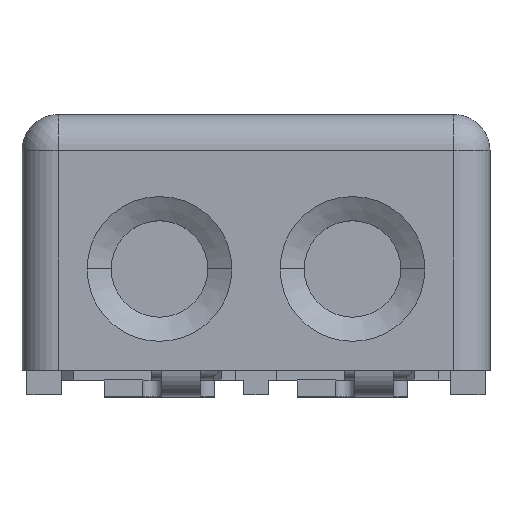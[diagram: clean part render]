
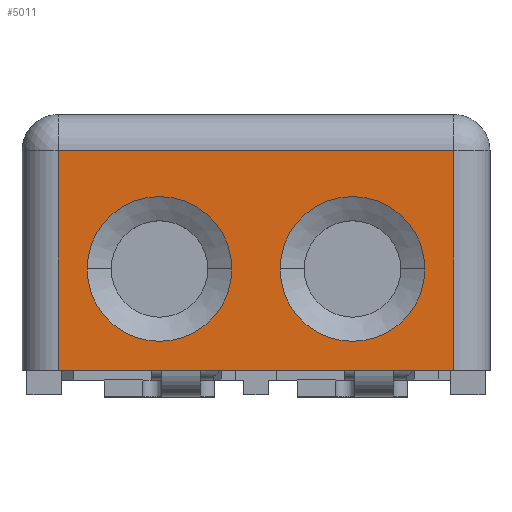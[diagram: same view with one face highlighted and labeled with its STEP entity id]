
A CAD part, top view. The second image highlights one B-rep face of the part: STEP entity #5011.
In plain terms, the highlighted planar face has unit normal (0, 0, 1).
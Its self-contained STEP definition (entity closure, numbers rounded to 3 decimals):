
#2=DIRECTION('',(0.,-1.,0.));
#3=VECTOR('',#2,4.55);
#4=CARTESIAN_POINT('',(-4.1,2.45,0.));
#5=LINE('',#4,#3);
#6=DIRECTION('',(-1.,0.,0.));
#7=VECTOR('',#6,8.2);
#8=CARTESIAN_POINT('',(4.1,2.45,0.));
#9=LINE('',#8,#7);
#10=DIRECTION('',(0.,1.,0.));
#11=VECTOR('',#10,4.55);
#12=CARTESIAN_POINT('',(4.1,-2.1,0.));
#13=LINE('',#12,#11);
#14=DIRECTION('',(1.,0.,0.));
#15=VECTOR('',#14,8.2);
#16=CARTESIAN_POINT('',(-4.1,-2.1,0.));
#17=LINE('',#16,#15);
#18=CARTESIAN_POINT('',(-2.,0.,0.));
#19=DIRECTION('',(0.,0.,-1.));
#20=DIRECTION('',(-1.,0.,0.));
#21=AXIS2_PLACEMENT_3D('',#18,#19,#20);
#23=CARTESIAN_POINT('',(-2.,0.,0.));
#24=DIRECTION('',(0.,0.,-1.));
#25=DIRECTION('',(1.,0.,0.));
#26=AXIS2_PLACEMENT_3D('',#23,#24,#25);
#28=CARTESIAN_POINT('',(2.,0.,0.));
#29=DIRECTION('',(0.,0.,-1.));
#30=DIRECTION('',(-1.,0.,0.));
#31=AXIS2_PLACEMENT_3D('',#28,#29,#30);
#33=CARTESIAN_POINT('',(2.,0.,0.));
#34=DIRECTION('',(0.,0.,-1.));
#35=DIRECTION('',(1.,0.,0.));
#36=AXIS2_PLACEMENT_3D('',#33,#34,#35);
#3816=CARTESIAN_POINT('',(-4.1,-2.1,0.));
#3818=VERTEX_POINT('',#3816);
#3822=CARTESIAN_POINT('',(-4.1,2.45,0.));
#3823=VERTEX_POINT('',#3822);
#3825=CARTESIAN_POINT('',(4.1,-2.1,0.));
#3827=VERTEX_POINT('',#3825);
#3828=CARTESIAN_POINT('',(4.1,2.45,0.));
#3829=VERTEX_POINT('',#3828);
#3998=CARTESIAN_POINT('',(-3.5,0.,0.));
#3999=CARTESIAN_POINT('',(-0.5,0.,0.));
#4000=VERTEX_POINT('',#3998);
#4001=VERTEX_POINT('',#3999);
#4522=CARTESIAN_POINT('',(0.5,0.,0.));
#4523=CARTESIAN_POINT('',(3.5,0.,0.));
#4524=VERTEX_POINT('',#4522);
#4525=VERTEX_POINT('',#4523);
#4984=CARTESIAN_POINT('',(0.,0.,0.));
#4985=DIRECTION('',(0.,0.,1.));
#4986=DIRECTION('',(1.,0.,0.));
#4987=AXIS2_PLACEMENT_3D('',#4984,#4985,#4986);
#4988=PLANE('',#4987);
#4990=ORIENTED_EDGE('',*,*,#4989,.F.);
#4992=ORIENTED_EDGE('',*,*,#4991,.F.);
#4994=ORIENTED_EDGE('',*,*,#4993,.F.);
#4996=ORIENTED_EDGE('',*,*,#4995,.F.);
#4997=EDGE_LOOP('',(#4990,#4992,#4994,#4996));
#4998=FACE_OUTER_BOUND('',#4997,.F.);
#5000=ORIENTED_EDGE('',*,*,#4999,.F.);
#5002=ORIENTED_EDGE('',*,*,#5001,.F.);
#5003=EDGE_LOOP('',(#5000,#5002));
#5004=FACE_BOUND('',#5003,.F.);
#5006=ORIENTED_EDGE('',*,*,#5005,.F.);
#5008=ORIENTED_EDGE('',*,*,#5007,.F.);
#5009=EDGE_LOOP('',(#5006,#5008));
#5010=FACE_BOUND('',#5009,.F.);
#22=CIRCLE('',#21,1.5);
#27=CIRCLE('',#26,1.5);
#32=CIRCLE('',#31,1.5);
#37=CIRCLE('',#36,1.5);
#4989=EDGE_CURVE('',#3823,#3818,#5,.T.);
#4991=EDGE_CURVE('',#3829,#3823,#9,.T.);
#4993=EDGE_CURVE('',#3827,#3829,#13,.T.);
#4995=EDGE_CURVE('',#3818,#3827,#17,.T.);
#4999=EDGE_CURVE('',#4000,#4001,#22,.T.);
#5001=EDGE_CURVE('',#4001,#4000,#27,.T.);
#5005=EDGE_CURVE('',#4524,#4525,#32,.T.);
#5007=EDGE_CURVE('',#4525,#4524,#37,.T.);
#5011=ADVANCED_FACE('',(#4998,#5004,#5010),#4988,.T.);
